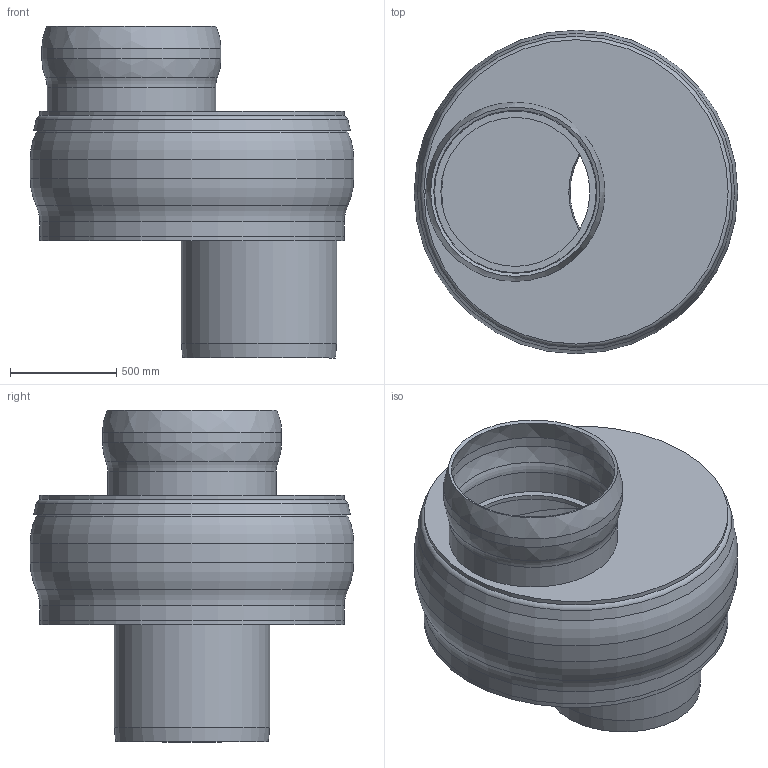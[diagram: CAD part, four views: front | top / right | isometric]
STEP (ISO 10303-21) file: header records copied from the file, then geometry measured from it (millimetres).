
FILE_DESCRIPTION(/* description */ (''),/* implementation_level */ '2;1');
FILE_NAME(/* name */ '00400.CECX_3D.stp',/* time_stamp */ '2024-12-11T12:56:15+01:00',/* author */ ('CAD'),/* organization */ (''),/* preprocessor_version */ 'ST-DEVELOPER v20',/* originating_system */ 'AutoCAD Mechanical',/* authorisation */ '');
FILE_SCHEMA (('AUTOMOTIVE_DESIGN { 1 0 10303 214 3 1 1 }'));
Length unit declared in the file: centimetre
Products named in the file (2): Product; *S0
Assembly tree (1 placements, depth 2):
  Product
    *S0
Bounding box: 1520 x 1520 x 1560 mm (x, y, z)
Volume: 267911307.3 mm3; surface area: 22783374.9 mm2
Topology: 7 solids, 7 shells, 71 faces, 152 edges, 94 vertices
Faces by surface type: cylinder 22, cone 17, torus 15, plane 13, bspline 4
Full cylindrical faces by diameter (mm): 698 x2, 700 x1, 730 x1, 760 x1, 792 x1, 810 x1, 842 x1, 1280 x1, 1330 x2, 1380 x2, 1430 x3, 1446 x1, 1450 x1, 1470 x3, 1520 x1
Entity records: 2125 total; most frequent: CARTESIAN_POINT 424, DIRECTION 405, ORIENTED_EDGE 304, AXIS2_PLACEMENT_3D 183, EDGE_CURVE 152, CIRCLE 113, VERTEX_POINT 94, EDGE_LOOP 84
